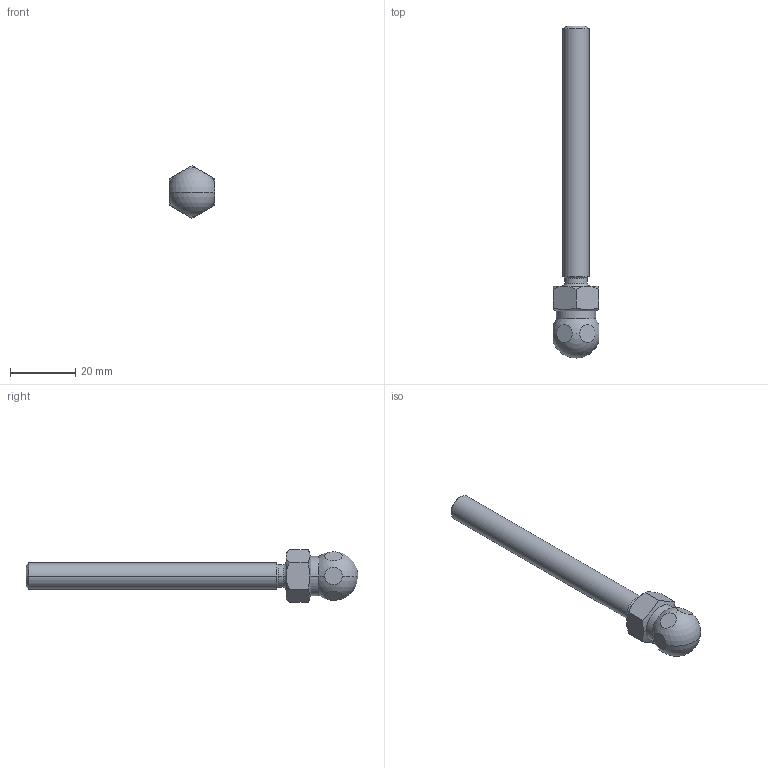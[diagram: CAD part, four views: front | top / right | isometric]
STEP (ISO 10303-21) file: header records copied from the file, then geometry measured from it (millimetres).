
FILE_DESCRIPTION((''),'2;1');
FILE_NAME('AR3361.stp','2016-04-27T08:38:12',('Konstruktor II'),(''),'Autodesk Inventor 2013','Autodesk Inventor 2013','');
FILE_SCHEMA(('AUTOMOTIVE_DESIGN { 1 0 10303 214 1 1 1 1 }'));
Length unit declared in the file: millimetre
Products named in the file (1): AR3361 Pręt gwintowany do nogi M8x80
Bounding box: 14 x 102 x 16.17 mm (x, y, z)
Volume: 7071.9 mm3; surface area: 3212.6 mm2
Topology: 1 solids, 1 shells, 36 faces, 92 edges, 59 vertices
Faces by surface type: plane 14, cone 12, cylinder 6, sphere 2, torus 2
Entity records: 1157 total; most frequent: CARTESIAN_POINT 296, DIRECTION 178, ORIENTED_EDGE 168, EDGE_CURVE 84, AXIS2_PLACEMENT_3D 77, VERTEX_POINT 55, EDGE_LOOP 41, CIRCLE 40
